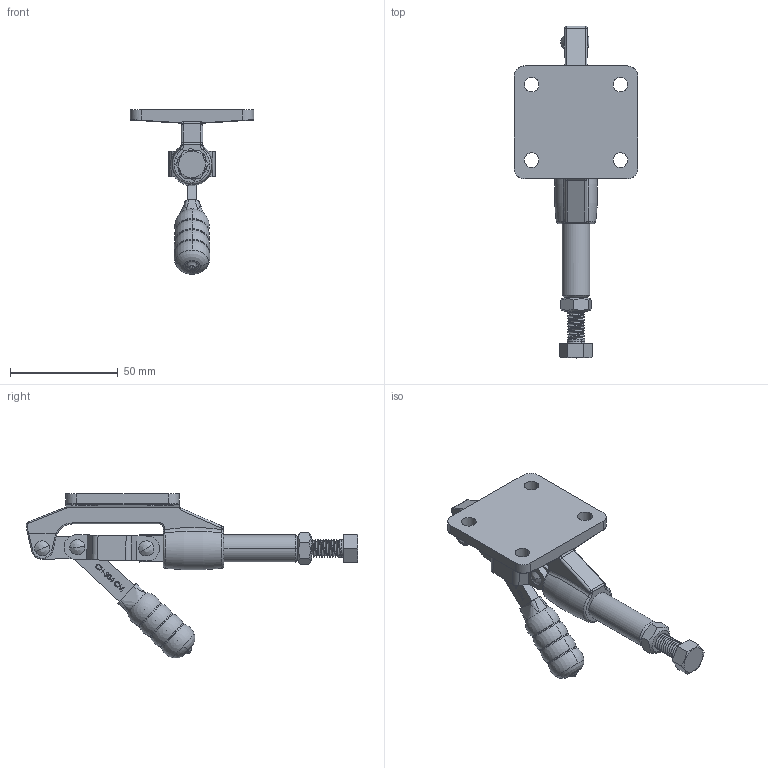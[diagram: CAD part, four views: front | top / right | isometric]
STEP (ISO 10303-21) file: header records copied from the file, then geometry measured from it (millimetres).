
FILE_DESCRIPTION (( 'STEP AP203' ), '1' );
FILE_NAME ('CH-304-CM.STEP', '2017-11-27T01:06:43', ( 'Windows' ), ( 'Microsoft' ), 'SwSTEP 2.0', 'SolidWorks 2015', '' );
FILE_SCHEMA (( 'CONFIG_CONTROL_DESIGN' ));
Length unit declared in the file: millimetre
Products named in the file (9): 304CM苤滄儂綵竄杶; CH-304-CM; CH-304-CM-01 BASE; CH-304-04 CONNECTING-PLATE; CH-304-05; CH-304-CM-02 CREST STALK; CH-304-CM-03 HANDLE; CH-SA-085012 SPINDLE SUPPLIED; M8 Nut
Assembly tree (11 placements, depth 2):
  CH-304-CM
    CH-304-CM-01 BASE
    CH-304-04 CONNECTING-PLATE  x2
    CH-304-05  x3
    CH-304-CM-02 CREST STALK
    CH-304-CM-03 HANDLE
    CH-SA-085012 SPINDLE SUPPLIED
    M8 Nut
    304CM苤滄儂綵竄杶
Bounding box: 57.2 x 153.74 x 76.3 mm (x, y, z)
Volume: 51392.9 mm3; surface area: 30025.5 mm2
Topology: 11 solids, 11 shells, 800 faces, 2194 edges, 1422 vertices
Faces by surface type: cylinder 266, plane 247, bspline 207, torus 41, cone 25, sphere 14
Entity records: 39365 total; most frequent: CARTESIAN_POINT 21507, ORIENTED_EDGE 4092, DIRECTION 2697, EDGE_CURVE 2046, VERTEX_POINT 1342, LINE 973, VECTOR 973, AXIS2_PLACEMENT_3D 862
